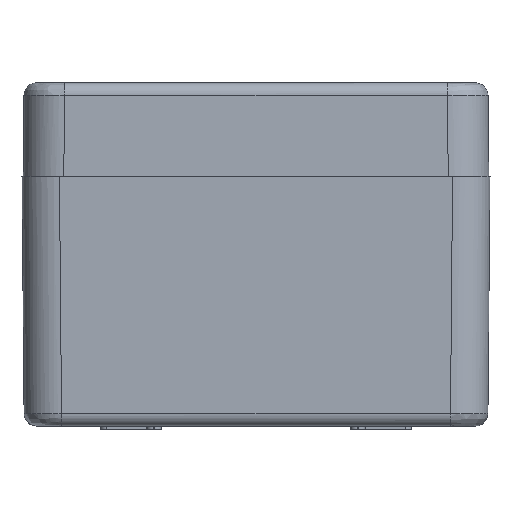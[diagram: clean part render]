
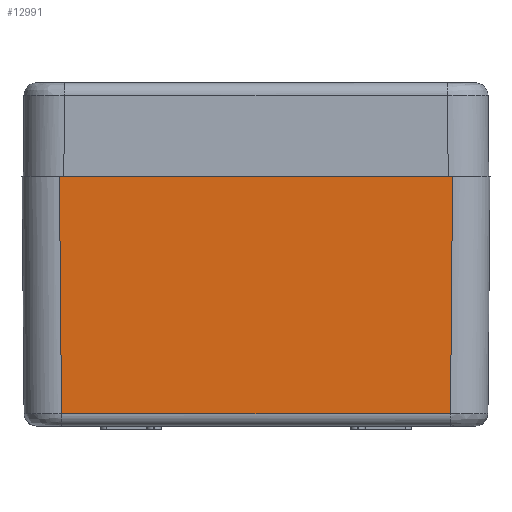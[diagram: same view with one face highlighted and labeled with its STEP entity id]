
A CAD part, left-side view. The second image highlights one B-rep face of the part: STEP entity #12991.
In plain terms, the highlighted planar face has unit normal (-1, 0, -0.009).
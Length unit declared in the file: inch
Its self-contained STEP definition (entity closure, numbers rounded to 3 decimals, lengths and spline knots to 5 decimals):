
#534 = DIRECTION ( 'NONE',  ( -1., 0., -0.009 ) ) ;
#1099 = VECTOR ( 'NONE', #11629, 39.37008 ) ;
#1181 = DIRECTION ( 'NONE',  ( 0.009, 0.009, -1. ) ) ;
#1234 = CARTESIAN_POINT ( 'NONE',  ( -2.16535, -1.24017, 0. ) ) ;
#1600 = CARTESIAN_POINT ( 'NONE',  ( -2.16521, 1.24002, -0.01683 ) ) ;
#1986 = EDGE_CURVE ( 'NONE', #6684, #13595, #13048, .T. ) ;
#3182 = AXIS2_PLACEMENT_3D ( 'NONE', #12340, #534, #8802 ) ;
#3271 = VECTOR ( 'NONE', #6388, 39.37008 ) ;
#3767 = CARTESIAN_POINT ( 'NONE',  ( -2.15229, 0.73819, -1.49675 ) ) ;
#3839 = DIRECTION ( 'NONE',  ( 0., 1., 0. ) ) ;
#3865 = CARTESIAN_POINT ( 'NONE',  ( -2.15229, 1.2271, -1.49675 ) ) ;
#4022 = EDGE_CURVE ( 'NONE', #6684, #9332, #7158, .T. ) ;
#4478 = CARTESIAN_POINT ( 'NONE',  ( -2.16535, 1.47638, 0. ) ) ;
#4734 = ORIENTED_EDGE ( 'NONE', *, *, #1986, .T. ) ;
#5138 = LINE ( 'NONE', #1600, #3271 ) ;
#5879 = EDGE_CURVE ( 'NONE', #8318, #13595, #5138, .T. ) ;
#6388 = DIRECTION ( 'NONE',  ( -0.009, 0.009, 1. ) ) ;
#6455 = EDGE_CURVE ( 'NONE', #9332, #8318, #12181, .T. ) ;
#6684 = VERTEX_POINT ( 'NONE', #1234 ) ;
#7158 = LINE ( 'NONE', #15421, #14580 ) ;
#7772 = FACE_OUTER_BOUND ( 'NONE', #14407, .T. ) ;
#8165 = CARTESIAN_POINT ( 'NONE',  ( -2.16535, 1.24017, 0. ) ) ;
#8318 = VERTEX_POINT ( 'NONE', #3865 ) ;
#8802 = DIRECTION ( 'NONE',  ( -0.009, 0., 1. ) ) ;
#9235 = ORIENTED_EDGE ( 'NONE', *, *, #4022, .F. ) ;
#9332 = VERTEX_POINT ( 'NONE', #15445 ) ;
#9619 = VECTOR ( 'NONE', #3839, 39.37008 ) ;
#10586 = ORIENTED_EDGE ( 'NONE', *, *, #6455, .F. ) ;
#11629 = DIRECTION ( 'NONE',  ( 0., 1., 0. ) ) ;
#12181 = LINE ( 'NONE', #3767, #9619 ) ;
#12340 = CARTESIAN_POINT ( 'NONE',  ( -2.16535, 1.47638, 0. ) ) ;
#12991 = ADVANCED_FACE ( 'NONE', ( #7772 ), #13903, .T. ) ;
#13048 = LINE ( 'NONE', #4478, #1099 ) ;
#13349 = ORIENTED_EDGE ( 'NONE', *, *, #5879, .F. ) ;
#13595 = VERTEX_POINT ( 'NONE', #8165 ) ;
#13903 = PLANE ( 'NONE',  #3182 ) ;
#14407 = EDGE_LOOP ( 'NONE', ( #13349, #10586, #9235, #4734 ) ) ;
#14580 = VECTOR ( 'NONE', #1181, 39.37008 ) ;
#15421 = CARTESIAN_POINT ( 'NONE',  ( -2.16526, -1.24007, -0.01082 ) ) ;
#15445 = CARTESIAN_POINT ( 'NONE',  ( -2.15229, -1.2271, -1.49675 ) ) ;
